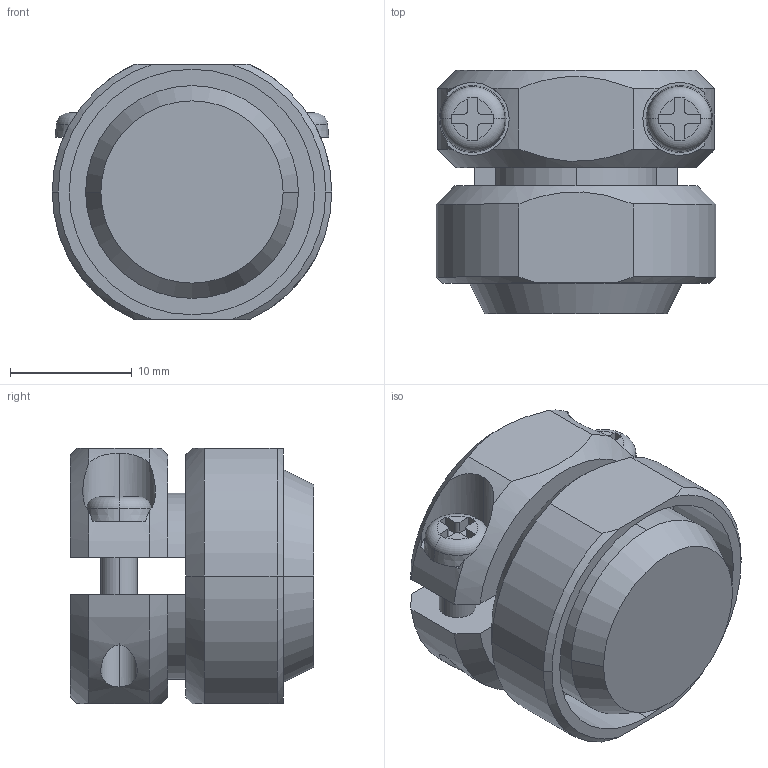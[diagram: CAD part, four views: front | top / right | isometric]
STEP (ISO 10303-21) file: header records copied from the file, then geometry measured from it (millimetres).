
FILE_DESCRIPTION(('CoCreate Modeling STEP Export'),'2;1');
FILE_NAME('JR16WCC-8.stp','2014-01-21T11:46:40',(''),(''),'CoCreate Modeling STEP processor for AP214 (Solid Model)','CoCreate Modeling 17.0 01-Apr-2010 (C) Parametric Technology GmbH','');
FILE_SCHEMA(('AUTOMOTIVE_DESIGN { 1 0 10303 214 1 1 1 1 }'));
Length unit declared in the file: millimetre
Products named in the file (1): JR16WCC-8
Bounding box: 23 x 20 x 21 mm (x, y, z)
Volume: 5476.4 mm3; surface area: 3890.2 mm2
Topology: 1 solids, 1 shells, 182 faces, 472 edges, 298 vertices
Faces by surface type: cylinder 61, cone 57, plane 56, torus 8
Entity records: 7354 total; most frequent: CARTESIAN_POINT 3561, ORIENTED_EDGE 944, DIRECTION 600, EDGE_CURVE 472, VERTEX_POINT 298, AXIS2_PLACEMENT_3D 206, EDGE_LOOP 192, VECTOR 188
